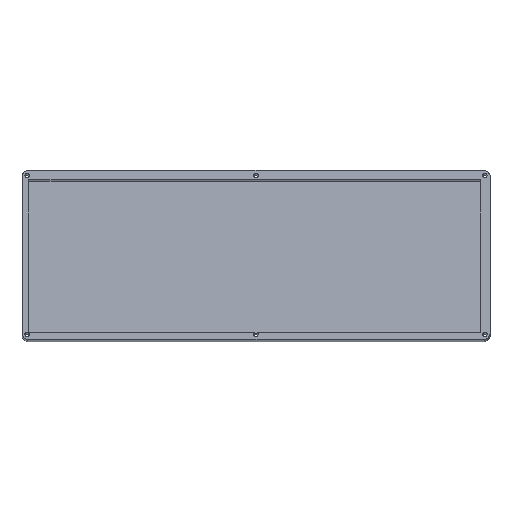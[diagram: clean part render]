
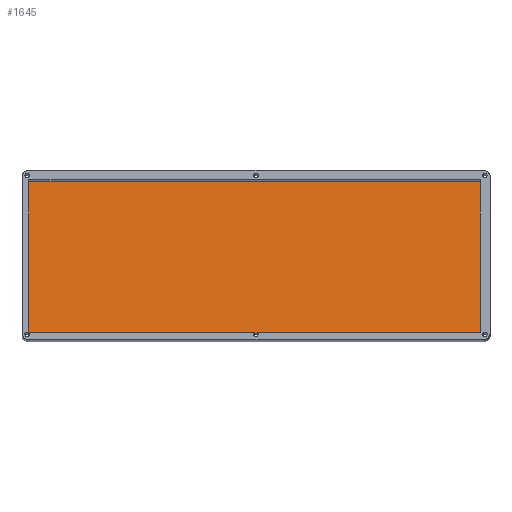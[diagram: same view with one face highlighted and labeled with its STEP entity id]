
A CAD part, top view. The second image highlights one B-rep face of the part: STEP entity #1645.
In plain terms, the highlighted planar face has unit normal (0, 0.104, 0.995).
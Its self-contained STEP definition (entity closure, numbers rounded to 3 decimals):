
#955 = VERTEX_POINT('',#956);
#956 = CARTESIAN_POINT('',(5.5,126.539,7.746));
#962 = EDGE_CURVE('',#955,#963,#965,.T.);
#963 = VERTEX_POINT('',#964);
#964 = CARTESIAN_POINT('',(5.5,6.202,20.394));
#965 = LINE('',#966,#967);
#966 = CARTESIAN_POINT('',(5.5,126.539,7.746));
#967 = VECTOR('',#968,1.);
#968 = DIRECTION('',(0.,-0.995,0.105)
  );
#1020 = EDGE_CURVE('',#1021,#963,#1023,.T.);
#1021 = VERTEX_POINT('',#1022);
#1022 = CARTESIAN_POINT('',(183.7,6.202,20.394));
#1023 = LINE('',#1024,#1025);
#1024 = CARTESIAN_POINT('',(361.5,6.202,20.394));
#1025 = VECTOR('',#1026,1.);
#1026 = DIRECTION('',(-1.,0.,0.));
#1061 = VERTEX_POINT('',#1062);
#1062 = CARTESIAN_POINT('',(185.3,6.202,20.394));
#1068 = EDGE_CURVE('',#1021,#1061,#1069,.T.);
#1069 = CIRCLE('',#1070,1.7);
#1070 = AXIS2_PLACEMENT_3D('',#1071,#1072,#1073);
#1071 = CARTESIAN_POINT('',(184.5,4.71,20.55));
#1072 = DIRECTION('',(0.,-0.105,-0.995)
  );
#1073 = DIRECTION('',(-1.,0.,0.));
#1086 = EDGE_CURVE('',#1087,#1061,#1089,.T.);
#1087 = VERTEX_POINT('',#1088);
#1088 = CARTESIAN_POINT('',(361.5,6.202,20.394));
#1089 = LINE('',#1090,#1091);
#1090 = CARTESIAN_POINT('',(361.5,6.202,20.394));
#1091 = VECTOR('',#1092,1.);
#1092 = DIRECTION('',(-1.,0.,0.));
#1110 = VERTEX_POINT('',#1111);
#1111 = CARTESIAN_POINT('',(361.5,126.539,7.746));
#1117 = EDGE_CURVE('',#1110,#1087,#1118,.T.);
#1118 = LINE('',#1119,#1120);
#1119 = CARTESIAN_POINT('',(361.5,126.539,7.746));
#1120 = VECTOR('',#1121,1.);
#1121 = DIRECTION('',(0.,-0.995,0.105
    ));
#1146 = EDGE_CURVE('',#1110,#955,#1147,.T.);
#1147 = LINE('',#1148,#1149);
#1148 = CARTESIAN_POINT('',(361.5,126.539,7.746));
#1149 = VECTOR('',#1150,1.);
#1150 = DIRECTION('',(-1.,0.,0.));
#1645 = ADVANCED_FACE('',(#1646),#1654,.T.);
#1646 = FACE_BOUND('',#1647,.T.);
#1647 = EDGE_LOOP('',(#1648,#1649,#1650,#1651,#1652,#1653));
#1648 = ORIENTED_EDGE('',*,*,#1086,.F.);
#1649 = ORIENTED_EDGE('',*,*,#1117,.F.);
#1650 = ORIENTED_EDGE('',*,*,#1146,.T.);
#1651 = ORIENTED_EDGE('',*,*,#962,.T.);
#1652 = ORIENTED_EDGE('',*,*,#1020,.F.);
#1653 = ORIENTED_EDGE('',*,*,#1068,.T.);
#1654 = PLANE('',#1655);
#1655 = AXIS2_PLACEMENT_3D('',#1656,#1657,#1658);
#1656 = CARTESIAN_POINT('',(361.5,126.539,7.746));
#1657 = DIRECTION('',(0.,0.105,0.995)
  );
#1658 = DIRECTION('',(-1.,0.,0.));
